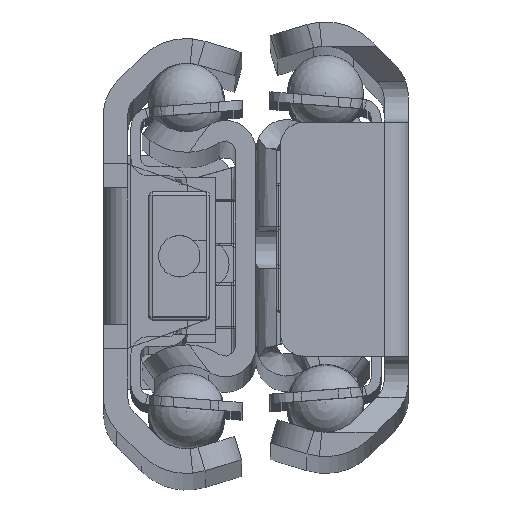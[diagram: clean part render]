
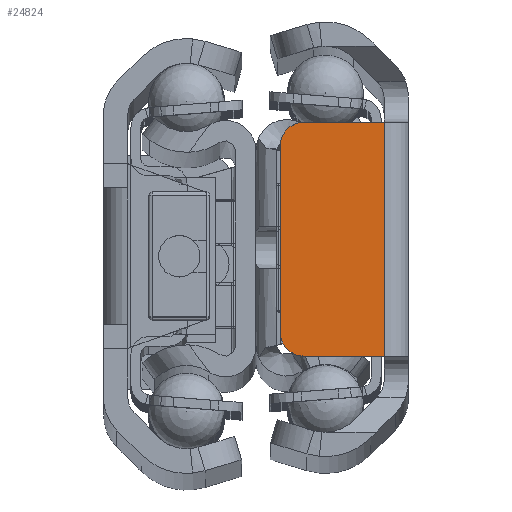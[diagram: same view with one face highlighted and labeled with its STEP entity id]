
A CAD part, top view. The second image highlights one B-rep face of the part: STEP entity #24824.
In plain terms, the highlighted planar face has unit normal (0, 0, 1).
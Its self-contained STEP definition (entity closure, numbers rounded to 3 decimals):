
#822=CIRCLE('',#26357,1.5);
#823=CIRCLE('',#26358,1.5);
#2482=FACE_OUTER_BOUND('',#3820,.T.);
#3820=EDGE_LOOP('',(#16728,#16729,#16730,#16731,#16732,#16733));
#5244=LINE('',#36581,#7785);
#5247=LINE('',#36606,#7788);
#5250=LINE('',#36612,#7791);
#5251=LINE('',#36616,#7792);
#7785=VECTOR('',#29021,10.);
#7788=VECTOR('',#29032,10.);
#7791=VECTOR('',#29037,10.);
#7792=VECTOR('',#29040,10.);
#10328=VERTEX_POINT('',#36578);
#10329=VERTEX_POINT('',#36580);
#10333=VERTEX_POINT('',#36605);
#10335=VERTEX_POINT('',#36611);
#10336=VERTEX_POINT('',#36613);
#10337=VERTEX_POINT('',#36615);
#12783=EDGE_CURVE('',#10328,#10329,#5244,.T.);
#12790=EDGE_CURVE('',#10333,#10329,#5247,.T.);
#12793=EDGE_CURVE('',#10328,#10335,#5250,.T.);
#12794=EDGE_CURVE('',#10336,#10335,#822,.T.);
#12795=EDGE_CURVE('',#10336,#10337,#5251,.T.);
#12796=EDGE_CURVE('',#10333,#10337,#823,.T.);
#16728=ORIENTED_EDGE('',*,*,#12783,.F.);
#16729=ORIENTED_EDGE('',*,*,#12793,.T.);
#16730=ORIENTED_EDGE('',*,*,#12794,.F.);
#16731=ORIENTED_EDGE('',*,*,#12795,.T.);
#16732=ORIENTED_EDGE('',*,*,#12796,.F.);
#16733=ORIENTED_EDGE('',*,*,#12790,.T.);
#24136=PLANE('',#26356);
#24824=ADVANCED_FACE('',(#2482),#24136,.T.);
#26356=AXIS2_PLACEMENT_3D('',#36610,#29035,#29036);
#26357=AXIS2_PLACEMENT_3D('',#36614,#29038,#29039);
#26358=AXIS2_PLACEMENT_3D('',#36617,#29041,#29042);
#29021=DIRECTION('',(-1.,0.,0.));
#29032=DIRECTION('',(0.,-1.,0.));
#29035=DIRECTION('center_axis',(0.,0.,1.));
#29036=DIRECTION('ref_axis',(1.,0.,0.));
#29037=DIRECTION('',(0.,1.,0.));
#29038=DIRECTION('center_axis',(0.,0.,-1.));
#29039=DIRECTION('ref_axis',(0.707,0.707,0.));
#29040=DIRECTION('',(-1.,0.,0.));
#29041=DIRECTION('center_axis',(0.,0.,-1.));
#29042=DIRECTION('ref_axis',(-0.707,0.707,0.));
#36578=CARTESIAN_POINT('',(7.3,-3.68,300.));
#36580=CARTESIAN_POINT('',(-7.3,-3.68,300.));
#36581=CARTESIAN_POINT('',(4.433,-3.68,300.));
#36605=CARTESIAN_POINT('',(-7.3,1.32,300.));
#36606=CARTESIAN_POINT('',(-7.3,-3.846,300.));
#36610=CARTESIAN_POINT('Origin',(0.,-2.512,
300.));
#36611=CARTESIAN_POINT('',(7.3,1.32,300.));
#36612=CARTESIAN_POINT('',(7.3,-3.846,300.));
#36613=CARTESIAN_POINT('',(5.8,2.82,300.));
#36614=CARTESIAN_POINT('Origin',(5.8,1.32,300.));
#36615=CARTESIAN_POINT('',(-5.8,2.82,300.));
#36616=CARTESIAN_POINT('',(7.3,2.82,300.));
#36617=CARTESIAN_POINT('Origin',(-5.8,1.32,300.));
